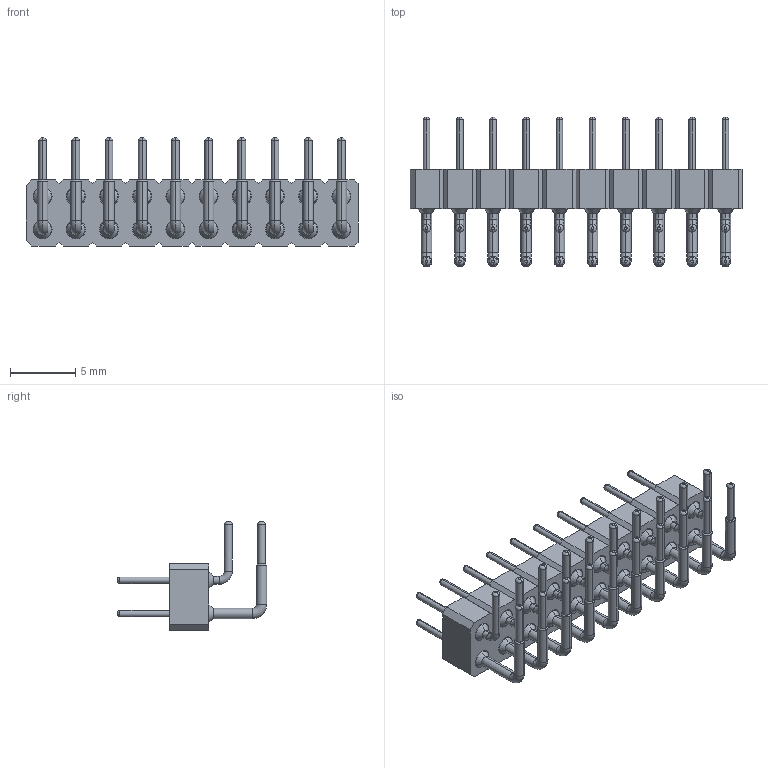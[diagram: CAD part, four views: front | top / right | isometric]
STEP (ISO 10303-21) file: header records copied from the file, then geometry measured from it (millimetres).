
FILE_DESCRIPTION( ('This file contains a STEP AP42 implementation' ,'as created by ZW3D STEP Interface translator.') ,'2;1' );
FILE_NAME( '3510-302XXRXX127X1.stp' ,'231012. 95818', (''), ('ZWCAD Software Co.'), 'Version 1.0', 'ZW3D to STEP translator', '' );
FILE_SCHEMA(('AUTOMOTIVE_DESIGN { 1 0 10303 214 1 1 1 1 }'));
Length unit declared in the file: millimetre
Products named in the file (2): 0; 3510-30220rxx127x1
Bounding box: 25.4 x 11.44 x 8.28 mm (x, y, z)
Volume: 451.9 mm3; surface area: 1413.1 mm2
Topology: 1 solids, 21 shells, 794 faces, 1696 edges, 1024 vertices
Faces by surface type: cylinder 380, plane 184, cone 110, bspline 80, torus 40
Entity records: 24244 total; most frequent: CARTESIAN_POINT 5675, DIRECTION 4146, ORIENTED_EDGE 3392, AXIS2_PLACEMENT_3D 1735, EDGE_CURVE 1696, VERTEX_POINT 1024, CIRCLE 1020, EDGE_LOOP 914
